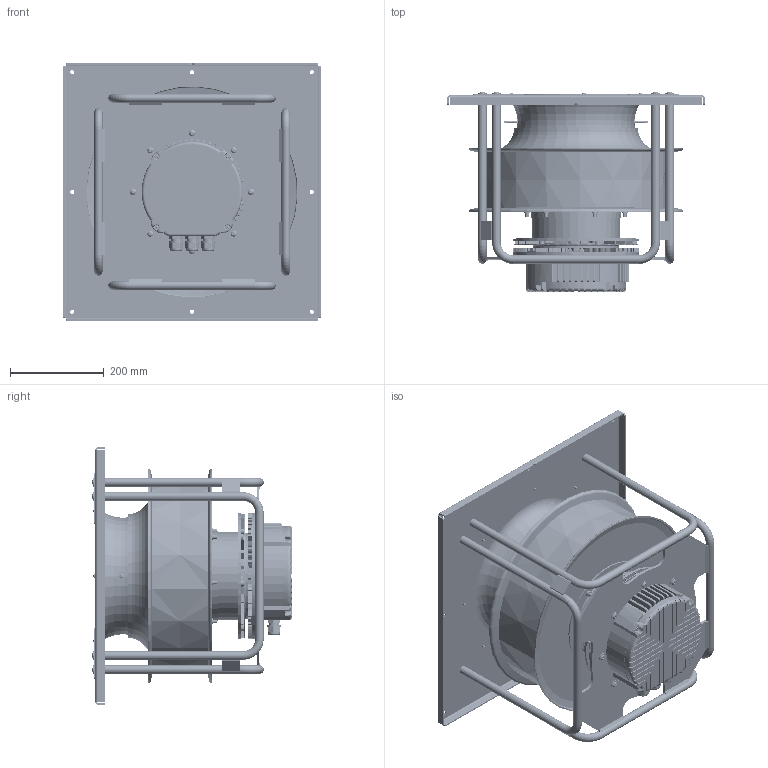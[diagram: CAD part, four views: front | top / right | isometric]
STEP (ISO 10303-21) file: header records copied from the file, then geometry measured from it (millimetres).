
FILE_DESCRIPTION((''),'2;1');
FILE_NAME('1171854_ASM','2023-12-21T15:57:16',('mkulawiak'),(''),'CREO PARAMETRIC BY PTC INC, 2022484','CREO PARAMETRIC BY PTC INC, 2022484','');
FILE_SCHEMA(('CONFIG_CONTROL_DESIGN'));
Length unit declared in the file: millimetre
Products named in the file (28): 1195838; 1172581; 1172582; 1196420_ASM; 1171820; 1173619; 1173620; 1195167; 1111787; 1194498_ASM; 1171857; 1193893; 1193892; FILLET_WELD_ID_1315; 1176184; 1210520; FILLET_WELD_ID_7114; FILLET_WELD_ID_7234; FILLET_WELD_ID_9179; FILLET_WELD_ID_9206; FILLET_WELD_ID_9237; FILLET_WELD_ID_9264; FILLET_WELD_ID_9295; FILLET_WELD_ID_9322; 1210982_ASM; 1195169; 1210438; 1171854_ASM
Assembly tree (74 placements, depth 4):
  1171854_ASM
    1194498_ASM
      1195838
      1196420_ASM
        1172581
        1172582
      1171820
      1173619  x2
      1173620  x2
      1195167  x6
      1111787  x2
    1171857
    1210982_ASM
      1193893  x4
      1193892
      FILLET_WELD_ID_1315
      1176184  x8
      1210520  x4
      FILLET_WELD_ID_7114
      FILLET_WELD_ID_7234
      FILLET_WELD_ID_9179
      FILLET_WELD_ID_9206
      FILLET_WELD_ID_9237
      FILLET_WELD_ID_9264
      FILLET_WELD_ID_9295
      FILLET_WELD_ID_9322
    1195167  x16
    1195169  x8
    1210438  x4
Bounding box: 550 x 426.2 x 550 mm (x, y, z)
Volume: 24087552.1 mm3; surface area: 3112578.4 mm2
Topology: 84 solids, 163 shells, 6093 faces, 17321 edges, 11362 vertices
Faces by surface type: plane 2768, cylinder 2346, torus 396, cone 287, sphere 178, bspline 118
Entity records: 124083 total; most frequent: CARTESIAN_POINT 33282, DIRECTION 19058, ORIENTED_EDGE 18806, EDGE_CURVE 9885, AXIS2_PLACEMENT_3D 7447, VERTEX_POINT 6676, VECTOR 4164, LINE 4164
